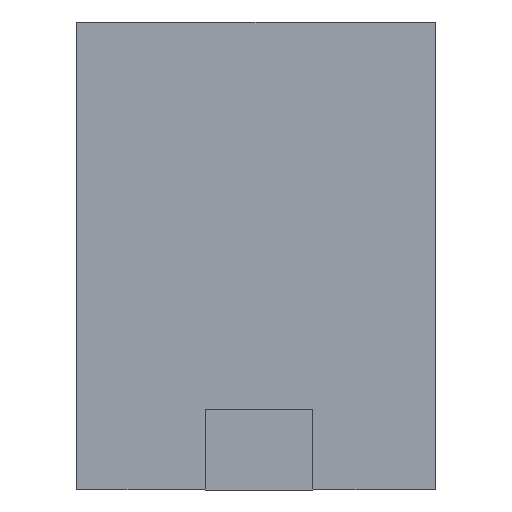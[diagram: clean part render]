
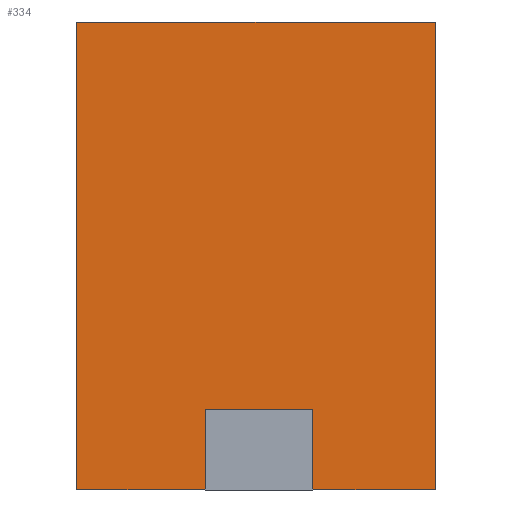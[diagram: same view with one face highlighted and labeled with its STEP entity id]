
A CAD part, front view. The second image highlights one B-rep face of the part: STEP entity #334.
In plain terms, the highlighted planar face has unit normal (0, -1, 0).
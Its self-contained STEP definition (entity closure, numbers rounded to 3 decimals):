
#19=PLANE('',#368);
#34=FACE_OUTER_BOUND('',#53,.T.);
#53=EDGE_LOOP('',(#244,#245,#246,#247,#248,#249,#250,#251));
#71=LINE('',#491,#111);
#75=LINE('',#499,#115);
#76=LINE('',#501,#116);
#77=LINE('',#503,#117);
#78=LINE('',#505,#118);
#79=LINE('',#507,#119);
#80=LINE('',#509,#120);
#81=LINE('',#510,#121);
#111=VECTOR('',#400,10.);
#115=VECTOR('',#406,10.);
#116=VECTOR('',#407,10.);
#117=VECTOR('',#408,10.);
#118=VECTOR('',#409,10.);
#119=VECTOR('',#410,10.);
#120=VECTOR('',#411,10.);
#121=VECTOR('',#412,10.);
#159=VERTEX_POINT('',#489);
#160=VERTEX_POINT('',#490);
#163=VERTEX_POINT('',#498);
#164=VERTEX_POINT('',#500);
#165=VERTEX_POINT('',#502);
#166=VERTEX_POINT('',#504);
#167=VERTEX_POINT('',#506);
#168=VERTEX_POINT('',#508);
#191=EDGE_CURVE('',#159,#160,#71,.T.);
#195=EDGE_CURVE('',#163,#159,#75,.T.);
#196=EDGE_CURVE('',#160,#164,#76,.T.);
#197=EDGE_CURVE('',#164,#165,#77,.T.);
#198=EDGE_CURVE('',#166,#165,#78,.T.);
#199=EDGE_CURVE('',#167,#166,#79,.T.);
#200=EDGE_CURVE('',#168,#167,#80,.T.);
#201=EDGE_CURVE('',#168,#163,#81,.T.);
#244=ORIENTED_EDGE('',*,*,#195,.T.);
#245=ORIENTED_EDGE('',*,*,#191,.T.);
#246=ORIENTED_EDGE('',*,*,#196,.T.);
#247=ORIENTED_EDGE('',*,*,#197,.T.);
#248=ORIENTED_EDGE('',*,*,#198,.F.);
#249=ORIENTED_EDGE('',*,*,#199,.F.);
#250=ORIENTED_EDGE('',*,*,#200,.F.);
#251=ORIENTED_EDGE('',*,*,#201,.T.);
#334=ADVANCED_FACE('',(#34),#19,.T.);
#368=AXIS2_PLACEMENT_3D('',#497,#404,#405);
#400=DIRECTION('',(1.,0.,0.));
#404=DIRECTION('center_axis',(0.,-1.,0.));
#405=DIRECTION('ref_axis',(0.,0.,-1.));
#406=DIRECTION('',(0.,0.,1.));
#407=DIRECTION('',(0.,0.,-1.));
#408=DIRECTION('',(1.,0.,0.));
#409=DIRECTION('',(0.,0.,-1.));
#410=DIRECTION('',(1.,0.,0.));
#411=DIRECTION('',(0.,0.,1.));
#412=DIRECTION('',(1.,0.,0.));
#489=CARTESIAN_POINT('',(-153.653,-203.032,1.));
#490=CARTESIAN_POINT('',(-141.653,-203.032,1.));
#491=CARTESIAN_POINT('',(-158.,-203.032,1.));
#497=CARTESIAN_POINT('Origin',(-168.,-203.032,44.226));
#498=CARTESIAN_POINT('',(-153.653,-203.032,-8.));
#499=CARTESIAN_POINT('',(-153.653,-203.032,18.113));
#500=CARTESIAN_POINT('',(-141.653,-203.032,-8.));
#501=CARTESIAN_POINT('',(-141.653,-203.032,18.113));
#502=CARTESIAN_POINT('',(-128.,-203.032,-8.));
#503=CARTESIAN_POINT('',(-168.,-203.032,-8.));
#504=CARTESIAN_POINT('',(-128.,-203.032,44.226));
#505=CARTESIAN_POINT('',(-128.,-203.032,-11.205));
#506=CARTESIAN_POINT('',(-168.,-203.032,44.226));
#507=CARTESIAN_POINT('',(-168.,-203.032,44.226));
#508=CARTESIAN_POINT('',(-168.,-203.032,-8.));
#509=CARTESIAN_POINT('',(-168.,-203.032,-11.205));
#510=CARTESIAN_POINT('',(-168.,-203.032,-8.));
